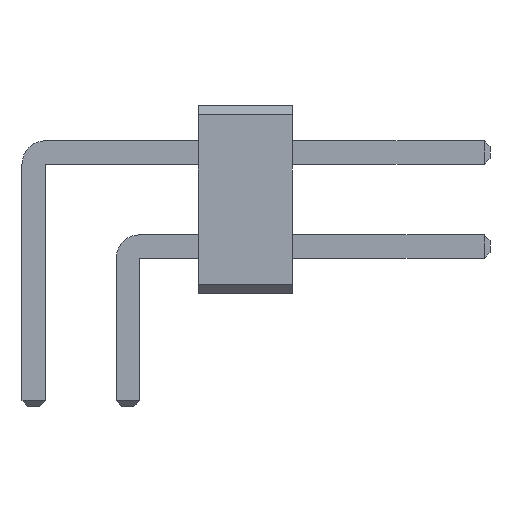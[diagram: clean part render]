
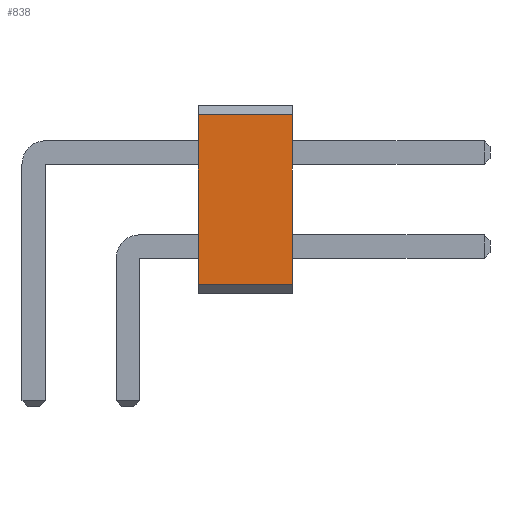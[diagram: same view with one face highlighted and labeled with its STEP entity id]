
A CAD part, front view. The second image highlights one B-rep face of the part: STEP entity #838.
In plain terms, the highlighted planar face has unit normal (0, -1, 0).
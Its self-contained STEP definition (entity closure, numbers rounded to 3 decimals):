
#13=DIRECTION('',(0.,0.,1.));
#27=VECTOR('',#28,1.);
#28=DIRECTION('',(1.,0.,0.));
#57=DIRECTION('',(0.,-1.,0.));
#825=VERTEX_POINT('',#826);
#826=CARTESIAN_POINT('',(5.5,-27.,0.2));
#829=EDGE_CURVE('',#830,#825,#832,.T.);
#830=VERTEX_POINT('',#831);
#831=CARTESIAN_POINT('',(3.5,-27.,0.2));
#832=LINE('',#831,#27);
#838=ADVANCED_FACE('',(#839),#856,.T.);
#839=FACE_BOUND('',#840,.T.);
#840=EDGE_LOOP('',(#841,#842,#848,#853));
#841=ORIENTED_EDGE('',*,*,#829,.T.);
#842=ORIENTED_EDGE('',*,*,#843,.T.);
#843=EDGE_CURVE('',#825,#844,#846,.T.);
#844=VERTEX_POINT('',#845);
#845=CARTESIAN_POINT('',(5.5,-27.,3.8));
#846=LINE('',#826,#847);
#847=VECTOR('',#13,1.);
#848=ORIENTED_EDGE('',*,*,#849,.F.);
#849=EDGE_CURVE('',#850,#844,#852,.T.);
#850=VERTEX_POINT('',#851);
#851=CARTESIAN_POINT('',(3.5,-27.,3.8));
#852=LINE('',#851,#27);
#853=ORIENTED_EDGE('',*,*,#854,.F.);
#854=EDGE_CURVE('',#830,#850,#855,.T.);
#855=LINE('',#831,#847);
#856=PLANE('',#857);
#857=AXIS2_PLACEMENT_3D('',#831,#57,#13);
